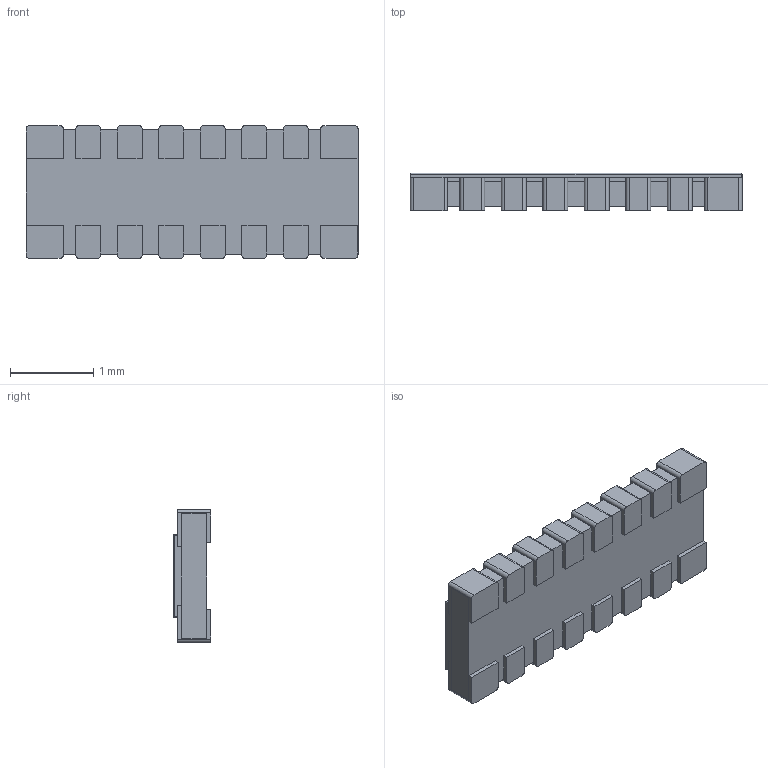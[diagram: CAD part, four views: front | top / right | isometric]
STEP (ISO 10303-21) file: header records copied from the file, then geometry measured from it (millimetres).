
FILE_DESCRIPTION (( 'STEP AP214' ), '1' );
FILE_NAME ('User Library-YC248.STEP', '2017-01-18T16:32:39', ( 'Windows User' ), ( '' ), 'SwSTEP 2.0', 'SolidWorks 2017', '' );
FILE_SCHEMA (( 'AUTOMOTIVE_DESIGN' ));
Length unit declared in the file: millimetre
Products named in the file (1): User Library-YC248
Bounding box: 4 x 0.45 x 1.6 mm (x, y, z)
Volume: 2.4 mm3; surface area: 38.8 mm2
Topology: 18 solids, 18 shells, 220 faces, 544 edges, 356 vertices
Faces by surface type: plane 176, cylinder 40, sphere 4
Entity records: 8135 total; most frequent: CARTESIAN_POINT 1117, ORIENTED_EDGE 1080, DIRECTION 1062, EDGE_CURVE 540, LINE 460, VECTOR 460, VERTEX_POINT 356, AXIS2_PLACEMENT_3D 301
